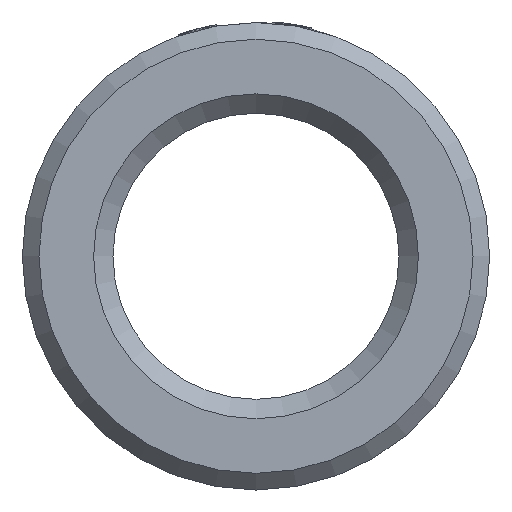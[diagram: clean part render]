
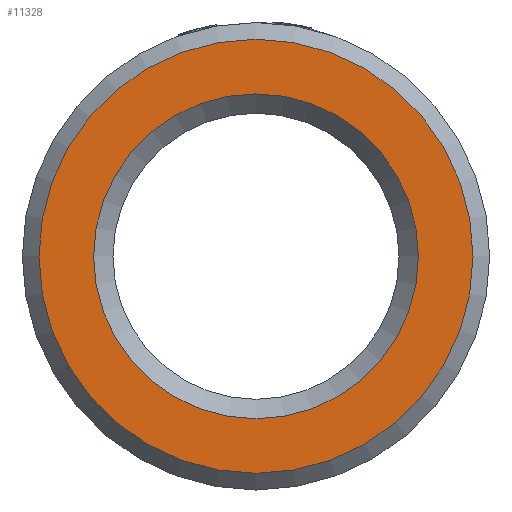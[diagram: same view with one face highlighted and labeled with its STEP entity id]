
A CAD part, left-side view. The second image highlights one B-rep face of the part: STEP entity #11328.
In plain terms, the highlighted planar face has unit normal (-1, 0, 0).
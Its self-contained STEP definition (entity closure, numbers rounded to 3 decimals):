
#80 = FACE_BOUND ( 'NONE', #3688, .T. ) ;
#631 = CARTESIAN_POINT ( 'NONE',  ( 0., 0., -6.5 ) ) ;
#1519 = DIRECTION ( 'NONE',  ( -1., 0., 0. ) ) ;
#2008 = DIRECTION ( 'NONE',  ( 1., 0., 0. ) ) ;
#2430 = EDGE_CURVE ( 'NONE', #5089, #5089, #5608, .T. ) ;
#2944 = CARTESIAN_POINT ( 'NONE',  ( 0., 0., 0. ) ) ;
#3211 = ORIENTED_EDGE ( 'NONE', *, *, #6079, .T. ) ;
#3688 = EDGE_LOOP ( 'NONE', ( #6608 ) ) ;
#3774 = AXIS2_PLACEMENT_3D ( 'NONE', #6182, #1519, #6125 ) ;
#3826 = EDGE_LOOP ( 'NONE', ( #3211 ) ) ;
#3927 = PLANE ( 'NONE',  #11647 ) ;
#4188 = CARTESIAN_POINT ( 'NONE',  ( 0., 0., -4.865 ) ) ;
#4830 = CARTESIAN_POINT ( 'NONE',  ( 0., 0., 0. ) ) ;
#4870 = DIRECTION ( 'NONE',  ( 0., 0., -1. ) ) ;
#5089 = VERTEX_POINT ( 'NONE', #4188 ) ;
#5608 = CIRCLE ( 'NONE', #8711, 4.865 ) ;
#6079 = EDGE_CURVE ( 'NONE', #9811, #9811, #7444, .T. ) ;
#6125 = DIRECTION ( 'NONE',  ( 0., 0., -1. ) ) ;
#6182 = CARTESIAN_POINT ( 'NONE',  ( 0., 0., 0. ) ) ;
#6608 = ORIENTED_EDGE ( 'NONE', *, *, #2430, .T. ) ;
#7444 = CIRCLE ( 'NONE', #3774, 6.5 ) ;
#7493 = FACE_OUTER_BOUND ( 'NONE', #3826, .T. ) ;
#8409 = DIRECTION ( 'NONE',  ( 0., 0., -1. ) ) ;
#8711 = AXIS2_PLACEMENT_3D ( 'NONE', #2944, #9353, #4870 ) ;
#9353 = DIRECTION ( 'NONE',  ( 1., 0., 0. ) ) ;
#9811 = VERTEX_POINT ( 'NONE', #631 ) ;
#11328 = ADVANCED_FACE ( 'NONE', ( #7493, #80 ), #3927, .F. ) ;
#11647 = AXIS2_PLACEMENT_3D ( 'NONE', #4830, #2008, #8409 ) ;
